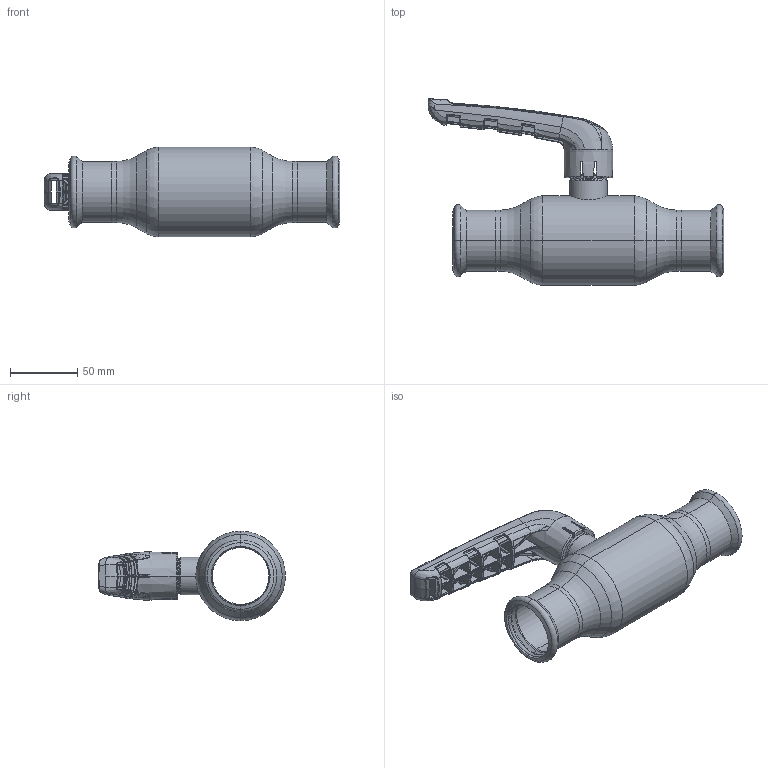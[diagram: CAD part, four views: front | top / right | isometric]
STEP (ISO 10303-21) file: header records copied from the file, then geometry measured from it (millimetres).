
FILE_DESCRIPTION (( 'STEP AP214' ), '1' );
FILE_NAME ('XPR20100 DN40 42 x 42.step', '2018-09-18T11:06:31', ( '' ), ( '' ), 'SwSTEP 2.0', 'SolidWorks 2017', '' );
FILE_SCHEMA (( 'AUTOMOTIVE_DESIGN' ));
Length unit declared in the file: millimetre
Products named in the file (1): XPR20100 DN40 42 x 42
Bounding box: 220.15 x 139.05 x 66.68 mm (x, y, z)
Surface area: 74668.7 mm2 (no closed solid volume)
Topology: 0 solids, 8 shells, 842 faces, 2888 edges, 1878 vertices
Faces by surface type: bspline 710, plane 41, cone 32, torus 25, cylinder 24, sphere 10
Entity records: 64520 total; most frequent: CARTESIAN_POINT 37515, ORIENTED_EDGE 4533, EDGE_CURVE 2852, B_SPLINE_CURVE_WITH_KNOTS 2029, VERTEX_POINT 1874, DIRECTION 1751, EDGE_LOOP 854, UNCERTAINTY_MEASURE_WITH_UNIT 844
